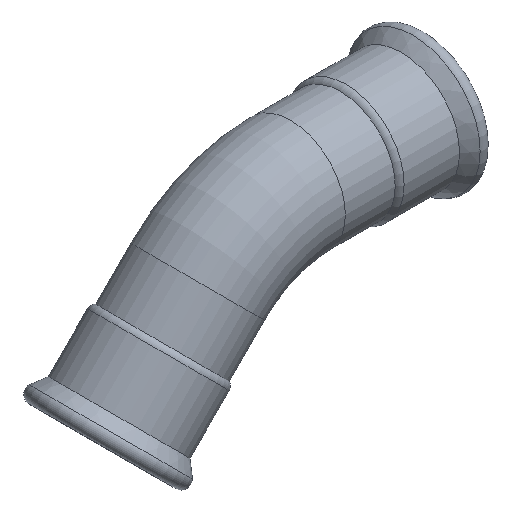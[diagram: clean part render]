
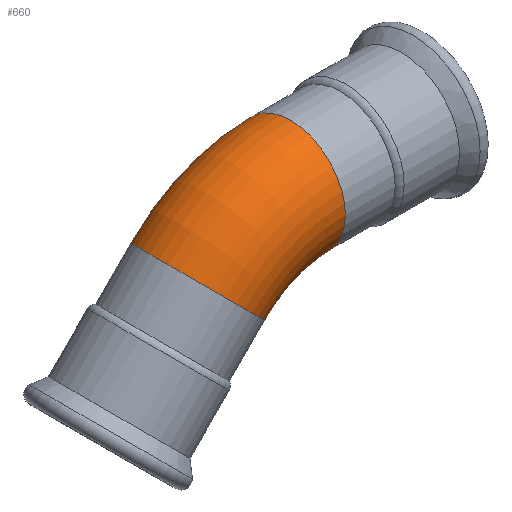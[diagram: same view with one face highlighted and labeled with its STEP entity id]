
A CAD part, isometric view. The second image highlights one B-rep face of the part: STEP entity #660.
In plain terms, the highlighted toroidal (fillet/blend) face has major radius 91.5 mm and minor radius 38.05 mm.
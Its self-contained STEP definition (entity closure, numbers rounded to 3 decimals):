
#84=FACE_OUTER_BOUND('',#114,.T.);
#114=EDGE_LOOP('',(#548,#549,#550,#551,#552,#553));
#176=CIRCLE('',#753,38.05);
#177=CIRCLE('',#754,38.05);
#192=CIRCLE('',#776,53.45);
#193=CIRCLE('',#777,38.05);
#194=CIRCLE('',#778,38.05);
#265=VERTEX_POINT('',#1244);
#266=VERTEX_POINT('',#1246);
#277=VERTEX_POINT('',#1283);
#278=VERTEX_POINT('',#1285);
#357=EDGE_CURVE('',#265,#266,#176,.T.);
#358=EDGE_CURVE('',#266,#265,#177,.T.);
#376=EDGE_CURVE('',#266,#277,#192,.T.);
#377=EDGE_CURVE('',#277,#278,#193,.T.);
#378=EDGE_CURVE('',#278,#277,#194,.T.);
#548=ORIENTED_EDGE('',*,*,#357,.F.);
#549=ORIENTED_EDGE('',*,*,#358,.F.);
#550=ORIENTED_EDGE('',*,*,#376,.T.);
#551=ORIENTED_EDGE('',*,*,#377,.T.);
#552=ORIENTED_EDGE('',*,*,#378,.T.);
#553=ORIENTED_EDGE('',*,*,#376,.F.);
#636=TOROIDAL_SURFACE('',#775,91.5,38.05);
#660=ADVANCED_FACE('',(#84),#636,.T.);
#753=AXIS2_PLACEMENT_3D('',#1247,#946,#947);
#754=AXIS2_PLACEMENT_3D('',#1248,#948,#949);
#775=AXIS2_PLACEMENT_3D('',#1282,#993,#994);
#776=AXIS2_PLACEMENT_3D('',#1284,#995,#996);
#777=AXIS2_PLACEMENT_3D('',#1286,#997,#998);
#778=AXIS2_PLACEMENT_3D('',#1287,#999,#1000);
#946=DIRECTION('center_axis',(-0.707,0.,-0.707));
#947=DIRECTION('ref_axis',(0.707,0.,-0.707));
#948=DIRECTION('center_axis',(-0.707,0.,-0.707));
#949=DIRECTION('ref_axis',(0.707,0.,-0.707));
#993=DIRECTION('center_axis',(0.,-1.,0.));
#994=DIRECTION('ref_axis',(0.,0.,-1.));
#995=DIRECTION('center_axis',(0.,1.,0.));
#996=DIRECTION('ref_axis',(0.,0.,-1.));
#997=DIRECTION('center_axis',(-1.,0.,0.));
#998=DIRECTION('ref_axis',(0.,0.,-1.));
#999=DIRECTION('center_axis',(-1.,0.,0.));
#1000=DIRECTION('ref_axis',(0.,0.,-1.));
#1244=CARTESIAN_POINT('',(-64.7,-38.05,64.7));
#1246=CARTESIAN_POINT('',(-37.795,0.,37.795));
#1247=CARTESIAN_POINT('Origin',(-64.7,0.,
64.7));
#1248=CARTESIAN_POINT('Origin',(-64.7,0.,
64.7));
#1282=CARTESIAN_POINT('Origin',(0.,0.,0.));
#1283=CARTESIAN_POINT('',(0.,0.,53.45));
#1284=CARTESIAN_POINT('Origin',(0.,0.,0.));
#1285=CARTESIAN_POINT('',(0.,-38.05,91.5));
#1286=CARTESIAN_POINT('Origin',(0.,0.,91.5));
#1287=CARTESIAN_POINT('Origin',(0.,0.,91.5));
